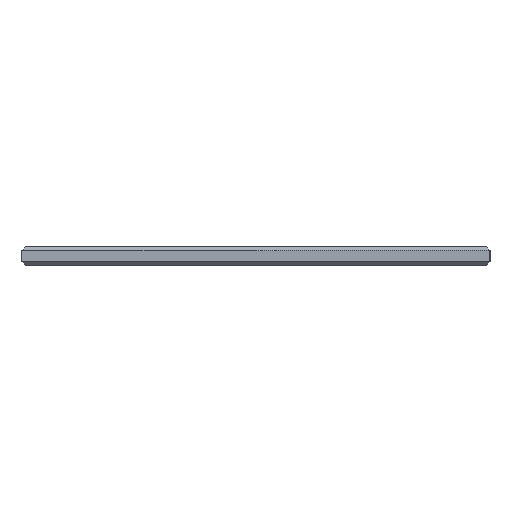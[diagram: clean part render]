
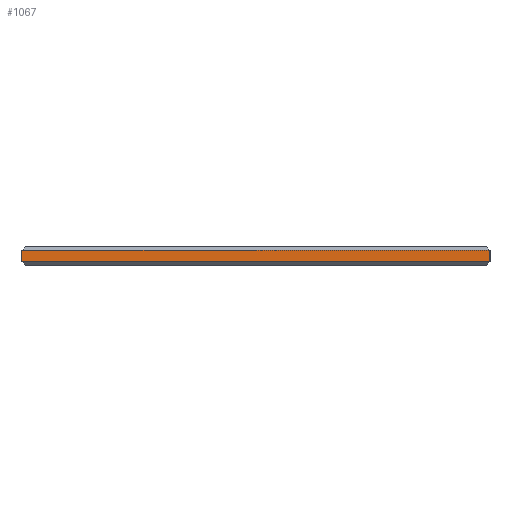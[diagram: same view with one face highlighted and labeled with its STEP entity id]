
A CAD part, left-side view. The second image highlights one B-rep face of the part: STEP entity #1067.
In plain terms, the highlighted planar face has unit normal (-1, 0, 0).
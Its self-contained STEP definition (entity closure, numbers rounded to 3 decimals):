
#1007 = VERTEX_POINT ( 'NONE', #3989 ) ;
#1011 = EDGE_CURVE ( 'NONE', #1007, #1031, #4040, .T. ) ;
#1025 = ORIENTED_EDGE ( 'NONE', *, *, #1046, .F. ) ;
#1029 = ORIENTED_EDGE ( 'NONE', *, *, #1040, .T. ) ;
#1031 = VERTEX_POINT ( 'NONE', #4073 ) ;
#1039 = EDGE_CURVE ( 'NONE', #1031, #1050, #4103, .T. ) ;
#1040 = EDGE_CURVE ( 'NONE', #1050, #1072, #4098, .T. ) ;
#1042 = EDGE_LOOP ( 'NONE', ( #1287, #1029, #1025, #1073 ) ) ;
#1046 = EDGE_CURVE ( 'NONE', #1007, #1072, #4153, .T. ) ;
#1050 = VERTEX_POINT ( 'NONE', #4154 ) ;
#1067 = ADVANCED_FACE ( 'NONE', ( #4176 ), #4161, .F. ) ;
#1072 = VERTEX_POINT ( 'NONE', #4159 ) ;
#1073 = ORIENTED_EDGE ( 'NONE', *, *, #1011, .T. ) ;
#1287 = ORIENTED_EDGE ( 'NONE', *, *, #1039, .T. ) ;
#3989 = CARTESIAN_POINT ( 'NONE',  ( -18., -12.5, 0.3 ) ) ;
#4037 = DIRECTION ( 'NONE',  ( 0., 1., 0. ) ) ;
#4038 = VECTOR ( 'NONE', #4037, 1000. ) ;
#4039 = CARTESIAN_POINT ( 'NONE',  ( -18., 12.5, 0.3 ) ) ;
#4040 = LINE ( 'NONE', #4039, #4038 ) ;
#4073 = CARTESIAN_POINT ( 'NONE',  ( -18., 12.5, 0.3 ) ) ;
#4095 = DIRECTION ( 'NONE',  ( 0., -1., 0. ) ) ;
#4096 = VECTOR ( 'NONE', #4095, 1000. ) ;
#4097 = CARTESIAN_POINT ( 'NONE',  ( -18., 12.5, -0.3 ) ) ;
#4098 = LINE ( 'NONE', #4097, #4096 ) ;
#4100 = DIRECTION ( 'NONE',  ( 0., 0., -1. ) ) ;
#4101 = VECTOR ( 'NONE', #4100, 1000. ) ;
#4102 = CARTESIAN_POINT ( 'NONE',  ( -18., 12.5, 0.5 ) ) ;
#4103 = LINE ( 'NONE', #4102, #4101 ) ;
#4150 = DIRECTION ( 'NONE',  ( 0., 0., -1. ) ) ;
#4151 = VECTOR ( 'NONE', #4150, 1000. ) ;
#4152 = CARTESIAN_POINT ( 'NONE',  ( -18., -12.5, 0.5 ) ) ;
#4153 = LINE ( 'NONE', #4152, #4151 ) ;
#4154 = CARTESIAN_POINT ( 'NONE',  ( -18., 12.5, -0.3 ) ) ;
#4156 = DIRECTION ( 'NONE',  ( 0., 1., 0. ) ) ;
#4157 = DIRECTION ( 'NONE',  ( 1., 0., 0. ) ) ;
#4159 = CARTESIAN_POINT ( 'NONE',  ( -18., -12.5, -0.3 ) ) ;
#4161 = PLANE ( 'NONE',  #4166 ) ;
#4166 = AXIS2_PLACEMENT_3D ( 'NONE', #4177, #4157, #4156 ) ;
#4176 = FACE_OUTER_BOUND ( 'NONE', #1042, .T. ) ;
#4177 = CARTESIAN_POINT ( 'NONE',  ( -18., 12.5, 0.5 ) ) ;
